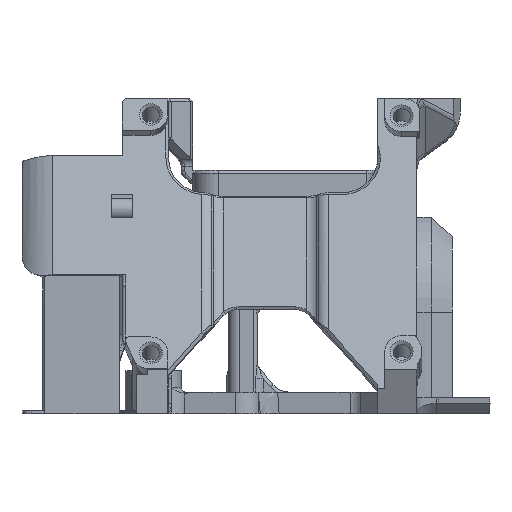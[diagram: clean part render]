
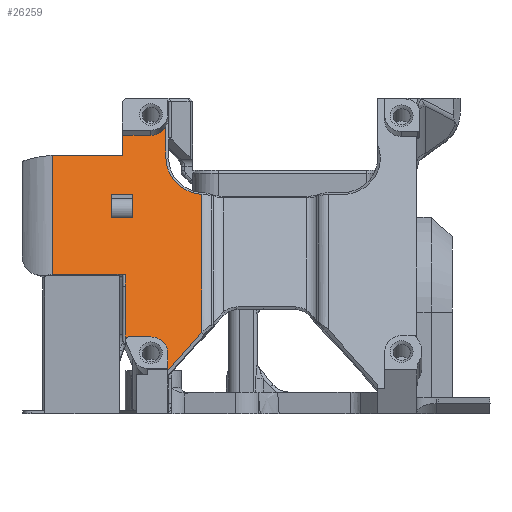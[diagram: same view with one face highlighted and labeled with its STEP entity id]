
A CAD part, left-side view. The second image highlights one B-rep face of the part: STEP entity #26259.
In plain terms, the highlighted planar face has unit normal (-0.94, 0, 0.342).
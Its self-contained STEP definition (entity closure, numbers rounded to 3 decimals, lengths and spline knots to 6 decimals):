
#1216=B_SPLINE_CURVE_WITH_KNOTS('',3,(#50968,#50969,#50970,#50971),
 .UNSPECIFIED.,.F.,.F.,(4,4),(0.,0.06),.UNSPECIFIED.);
#1217=B_SPLINE_CURVE_WITH_KNOTS('',3,(#50981,#50982,#50983,#50984),
 .UNSPECIFIED.,.F.,.F.,(4,4),(0.020289,0.022037),
 .UNSPECIFIED.);
#2789=CIRCLE('',#28326,0.0005);
#2790=CIRCLE('',#28327,0.00235);
#2791=CIRCLE('',#28328,0.0054);
#2792=CIRCLE('',#28329,0.00235);
#8006=ORIENTED_EDGE('',*,*,#13959,.F.);
#8007=ORIENTED_EDGE('',*,*,#13960,.T.);
#8008=ORIENTED_EDGE('',*,*,#13961,.T.);
#8009=ORIENTED_EDGE('',*,*,#13962,.T.);
#8010=ORIENTED_EDGE('',*,*,#13963,.T.);
#8011=ORIENTED_EDGE('',*,*,#13964,.F.);
#8012=ORIENTED_EDGE('',*,*,#13965,.T.);
#8013=ORIENTED_EDGE('',*,*,#13966,.F.);
#8014=ORIENTED_EDGE('',*,*,#13967,.F.);
#8015=ORIENTED_EDGE('',*,*,#13968,.T.);
#8016=ORIENTED_EDGE('',*,*,#13969,.T.);
#8017=ORIENTED_EDGE('',*,*,#13970,.T.);
#8018=ORIENTED_EDGE('',*,*,#13971,.T.);
#8019=ORIENTED_EDGE('',*,*,#13972,.F.);
#8020=ORIENTED_EDGE('',*,*,#13973,.F.);
#8021=ORIENTED_EDGE('',*,*,#13974,.F.);
#8022=ORIENTED_EDGE('',*,*,#13975,.F.);
#8023=ORIENTED_EDGE('',*,*,#13976,.F.);
#8024=ORIENTED_EDGE('',*,*,#13977,.F.);
#8025=ORIENTED_EDGE('',*,*,#13978,.F.);
#8026=ORIENTED_EDGE('',*,*,#13979,.T.);
#13959=EDGE_CURVE('',#17158,#17159,#18997,.T.);
#13960=EDGE_CURVE('',#17158,#17160,#18998,.T.);
#13961=EDGE_CURVE('',#17160,#17161,#18999,.T.);
#13962=EDGE_CURVE('',#17161,#17159,#19000,.T.);
#13963=EDGE_CURVE('',#17162,#17163,#19001,.F.);
#13964=EDGE_CURVE('',#17164,#17163,#2789,.F.);
#13965=EDGE_CURVE('',#17164,#17165,#19002,.T.);
#13966=EDGE_CURVE('',#17166,#17165,#2790,.T.);
#13967=EDGE_CURVE('',#17167,#17166,#19003,.T.);
#13968=EDGE_CURVE('',#17167,#17168,#19004,.T.);
#13969=EDGE_CURVE('',#17168,#17169,#19005,.T.);
#13970=EDGE_CURVE('',#17169,#17170,#2791,.T.);
#13971=EDGE_CURVE('',#17170,#17171,#19006,.T.);
#13972=EDGE_CURVE('',#17172,#17171,#2792,.T.);
#13973=EDGE_CURVE('',#17173,#17172,#19007,.T.);
#13974=EDGE_CURVE('',#17174,#17173,#1216,.F.);
#13975=EDGE_CURVE('',#17175,#17174,#19008,.T.);
#13976=EDGE_CURVE('',#17176,#17175,#19009,.T.);
#13977=EDGE_CURVE('',#17177,#17176,#19010,.T.);
#13978=EDGE_CURVE('',#17178,#17177,#19011,.T.);
#13979=EDGE_CURVE('',#17178,#17162,#1217,.T.);
#17158=VERTEX_POINT('',#50938);
#17159=VERTEX_POINT('',#50939);
#17160=VERTEX_POINT('',#50941);
#17161=VERTEX_POINT('',#50943);
#17162=VERTEX_POINT('',#50946);
#17163=VERTEX_POINT('',#50947);
#17164=VERTEX_POINT('',#50949);
#17165=VERTEX_POINT('',#50951);
#17166=VERTEX_POINT('',#50953);
#17167=VERTEX_POINT('',#50955);
#17168=VERTEX_POINT('',#50957);
#17169=VERTEX_POINT('',#50959);
#17170=VERTEX_POINT('',#50961);
#17171=VERTEX_POINT('',#50963);
#17172=VERTEX_POINT('',#50965);
#17173=VERTEX_POINT('',#50967);
#17174=VERTEX_POINT('',#50972);
#17175=VERTEX_POINT('',#50974);
#17176=VERTEX_POINT('',#50976);
#17177=VERTEX_POINT('',#50978);
#17178=VERTEX_POINT('',#50980);
#18997=LINE('',#50937,#20717);
#18998=LINE('',#50940,#20718);
#18999=LINE('',#50942,#20719);
#19000=LINE('',#50944,#20720);
#19001=LINE('',#50945,#20721);
#19002=LINE('',#50950,#20722);
#19003=LINE('',#50954,#20723);
#19004=LINE('',#50956,#20724);
#19005=LINE('',#50958,#20725);
#19006=LINE('',#50962,#20726);
#19007=LINE('',#50966,#20727);
#19008=LINE('',#50973,#20728);
#19009=LINE('',#50975,#20729);
#19010=LINE('',#50977,#20730);
#19011=LINE('',#50979,#20731);
#20717=VECTOR('',#33010,1.);
#20718=VECTOR('',#33011,1.);
#20719=VECTOR('',#33012,1.);
#20720=VECTOR('',#33013,1.);
#20721=VECTOR('',#33014,1.);
#20722=VECTOR('',#33017,1.);
#20723=VECTOR('',#33020,1.);
#20724=VECTOR('',#33021,1.);
#20725=VECTOR('',#33022,1.);
#20726=VECTOR('',#33025,1.);
#20727=VECTOR('',#33028,1.);
#20728=VECTOR('',#33029,1.);
#20729=VECTOR('',#33030,1.);
#20730=VECTOR('',#33031,1.);
#20731=VECTOR('',#33032,1.);
#22450=EDGE_LOOP('',(#8006,#8007,#8008,#8009));
#22451=EDGE_LOOP('',(#8010,#8011,#8012,#8013,#8014,#8015,#8016,#8017,#8018,
#8019,#8020,#8021,#8022,#8023,#8024,#8025,#8026));
#24124=FACE_BOUND('',#22450,.T.);
#24125=FACE_BOUND('',#22451,.T.);
#25136=PLANE('',#28325);
#26259=ADVANCED_FACE('',(#24124,#24125),#25136,.T.);
#28325=AXIS2_PLACEMENT_3D('',#50936,#33008,#33009);
#28326=AXIS2_PLACEMENT_3D('',#50948,#33015,#33016);
#28327=AXIS2_PLACEMENT_3D('',#50952,#33018,#33019);
#28328=AXIS2_PLACEMENT_3D('',#50960,#33023,#33024);
#28329=AXIS2_PLACEMENT_3D('',#50964,#33026,#33027);
#33008=DIRECTION('',(-0.94,0.,0.342));
#33009=DIRECTION('',(-0.342,0.,-0.94));
#33010=DIRECTION('',(0.342,0.,0.94));
#33011=DIRECTION('',(0.,1.,0.));
#33012=DIRECTION('',(0.342,0.,0.94));
#33013=DIRECTION('',(0.,-1.,0.));
#33014=DIRECTION('',(0.342,0.,0.94));
#33015=DIRECTION('',(0.94,0.,-0.342));
#33016=DIRECTION('',(0.342,0.,0.94));
#33017=DIRECTION('',(0.,-1.,0.));
#33018=DIRECTION('',(-0.94,0.,0.342));
#33019=DIRECTION('',(-0.342,0.,-0.94));
#33020=DIRECTION('',(0.342,0.,0.94));
#33021=DIRECTION('',(0.262,-0.643,0.72));
#33022=DIRECTION('',(0.342,0.,0.94));
#33023=DIRECTION('',(0.94,0.,-0.342));
#33024=DIRECTION('',(0.342,0.,0.94));
#33025=DIRECTION('',(0.342,0.,0.94));
#33026=DIRECTION('',(-0.94,0.,0.342));
#33027=DIRECTION('',(-0.342,0.,-0.94));
#33028=DIRECTION('',(0.,-1.,0.));
#33029=DIRECTION('',(0.342,0.,0.94));
#33030=DIRECTION('',(0.,-1.,0.));
#33031=DIRECTION('',(0.342,0.,0.94));
#33032=DIRECTION('',(0.,1.,0.));
#50936=CARTESIAN_POINT('',(-0.143233,0.143625,0.007513));
#50937=CARTESIAN_POINT('',(-0.143233,0.146125,0.007513));
#50938=CARTESIAN_POINT('',(-0.136025,0.146125,0.027318));
#50939=CARTESIAN_POINT('',(-0.134842,0.146125,0.03057));
#50940=CARTESIAN_POINT('',(-0.136025,0.149125,0.027318));
#50941=CARTESIAN_POINT('',(-0.136025,0.149125,0.027318));
#50942=CARTESIAN_POINT('',(-0.143233,0.149125,0.007513));
#50943=CARTESIAN_POINT('',(-0.134842,0.149125,0.03057));
#50944=CARTESIAN_POINT('',(-0.134842,0.146125,0.03057));
#50945=CARTESIAN_POINT('',(-0.143233,0.147174,0.007513));
#50946=CARTESIAN_POINT('',(-0.139495,0.147174,0.017785));
#50947=CARTESIAN_POINT('',(-0.142438,0.147174,0.009699));
#50948=CARTESIAN_POINT('',(-0.142498,0.146706,0.009534));
#50949=CARTESIAN_POINT('',(-0.142327,0.146706,0.010004));
#50950=CARTESIAN_POINT('',(-0.142327,0.143625,0.010004));
#50951=CARTESIAN_POINT('',(-0.142327,0.143625,0.010004));
#50952=CARTESIAN_POINT('',(-0.143131,0.143625,0.007795));
#50953=CARTESIAN_POINT('',(-0.143131,0.141275,0.007795));
#50954=CARTESIAN_POINT('',(-0.130237,0.141275,0.043222));
#50955=CARTESIAN_POINT('',(-0.143766,0.141275,0.006051));
#50956=CARTESIAN_POINT('',(-0.143849,0.14148,0.005822));
#50957=CARTESIAN_POINT('',(-0.141835,0.136539,0.011354));
#50958=CARTESIAN_POINT('',(-0.143233,0.136539,0.007513));
#50959=CARTESIAN_POINT('',(-0.134831,0.136539,0.0306));
#50960=CARTESIAN_POINT('',(-0.132989,0.136125,0.035659));
#50961=CARTESIAN_POINT('',(-0.132989,0.141525,0.035659));
#50962=CARTESIAN_POINT('',(-0.143233,0.141525,0.007513));
#50963=CARTESIAN_POINT('',(-0.131384,0.141525,0.040069));
#50964=CARTESIAN_POINT('',(-0.131023,0.143625,0.04106));
#50965=CARTESIAN_POINT('',(-0.131827,0.143625,0.038852));
#50966=CARTESIAN_POINT('',(-0.131827,0.143625,0.038852));
#50967=CARTESIAN_POINT('',(-0.131827,0.146125,0.038852));
#50968=CARTESIAN_POINT('',(-0.131827,0.146125,0.038852));
#50969=CARTESIAN_POINT('',(-0.131827,0.146625,0.038852));
#50970=CARTESIAN_POINT('',(-0.131827,0.147125,0.038852));
#50971=CARTESIAN_POINT('',(-0.131827,0.147625,0.038852));
#50972=CARTESIAN_POINT('',(-0.131827,0.147625,0.038852));
#50973=CARTESIAN_POINT('',(-0.143233,0.147625,0.007513));
#50974=CARTESIAN_POINT('',(-0.132846,0.147625,0.036052));
#50975=CARTESIAN_POINT('',(-0.132846,0.147125,0.036052));
#50976=CARTESIAN_POINT('',(-0.132846,0.157406,0.036052));
#50977=CARTESIAN_POINT('',(-0.138898,0.157406,0.019425));
#50978=CARTESIAN_POINT('',(-0.138898,0.157406,0.019425));
#50979=CARTESIAN_POINT('',(-0.138898,0.147125,0.019425));
#50980=CARTESIAN_POINT('',(-0.138898,0.147223,0.019425));
#50981=CARTESIAN_POINT('',(-0.138898,0.147223,0.019425));
#50982=CARTESIAN_POINT('',(-0.139097,0.147213,0.018878));
#50983=CARTESIAN_POINT('',(-0.139295,0.147174,0.018333));
#50984=CARTESIAN_POINT('',(-0.139495,0.147174,0.017785));
